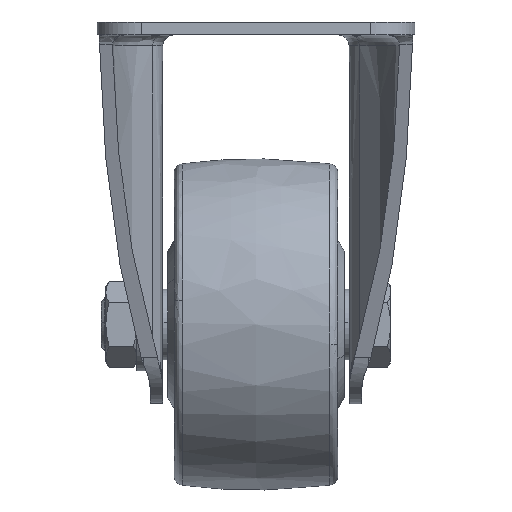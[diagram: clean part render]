
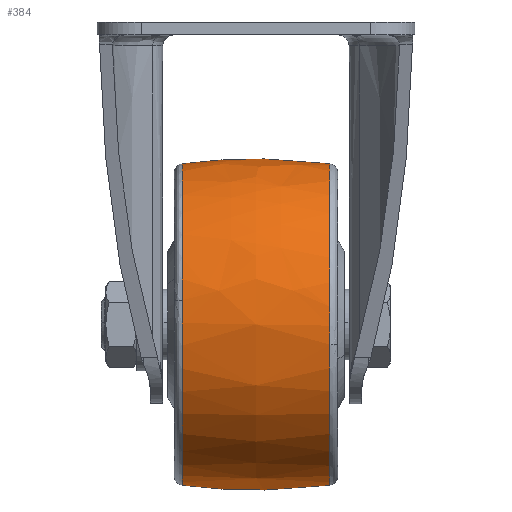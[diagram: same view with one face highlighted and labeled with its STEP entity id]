
A CAD part, left-side view. The second image highlights one B-rep face of the part: STEP entity #384.
In plain terms, the highlighted free-form (B-spline) face has degree [2, 2] with [3, 7] control points.
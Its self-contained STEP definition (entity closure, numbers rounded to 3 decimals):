
#68=CARTESIAN_POINT('',(-36.002,16.758,-63.029));
#69=VERTEX_POINT('',#68);
#83=CARTESIAN_POINT('',(0.0,16.758,-32.085));
#84=VERTEX_POINT('',#83);
#85=CARTESIAN_POINT('',(0.0,16.758,-32.085));
#86=CARTESIAN_POINT('',(-31.3,16.758,-32.085));
#87=CARTESIAN_POINT('',(-36.002,16.758,-63.029));
#95=(BOUNDED_CURVE()B_SPLINE_CURVE(2,(#85,#86,#87),.UNSPECIFIED.,.F.,.U.)B_SPLINE_CURVE_WITH_KNOTS((3,3),(0.5,0.724),.UNSPECIFIED.)CURVE()GEOMETRIC_REPRESENTATION_ITEM()RATIONAL_B_SPLINE_CURVE((1.0,0.737,0.946))REPRESENTATION_ITEM(''));
#96=EDGE_CURVE('',#84,#69,#95,.T.);
#176=CARTESIAN_POINT('',(0.0,16.758,-104.915));
#177=VERTEX_POINT('',#176);
#191=CARTESIAN_POINT('',(-36.002,16.758,-63.029));
#192=CARTESIAN_POINT('',(-36.415,16.758,-65.749));
#193=CARTESIAN_POINT('',(-36.415,16.758,-68.5));
#194=CARTESIAN_POINT('',(-36.415,16.758,-104.915));
#195=CARTESIAN_POINT('',(0.0,16.758,-104.915));
#203=(BOUNDED_CURVE()B_SPLINE_CURVE(2,(#191,#192,#193,#194,#195),.UNSPECIFIED.,.F.,.U.)B_SPLINE_CURVE_WITH_KNOTS((3,2,3),(0.724,0.75,1.0),.UNSPECIFIED.)CURVE()GEOMETRIC_REPRESENTATION_ITEM()RATIONAL_B_SPLINE_CURVE((0.946,0.97,1.0,0.707,1.0))REPRESENTATION_ITEM(''));
#204=EDGE_CURVE('',#69,#177,#203,.T.);
#254=CARTESIAN_POINT('',(0.0,-16.758,-104.915));
#255=VERTEX_POINT('',#254);
#256=CARTESIAN_POINT('',(0.0,-16.758,-104.915));
#257=CARTESIAN_POINT('',(0.0,0.,-107.094));
#258=CARTESIAN_POINT('',(0.0,16.758,-104.915));
#266=(BOUNDED_CURVE()B_SPLINE_CURVE(2,(#256,#257,#258),.UNSPECIFIED.,.F.,.U.)B_SPLINE_CURVE_WITH_KNOTS((3,3),(0.421,0.579),.UNSPECIFIED.)CURVE()GEOMETRIC_REPRESENTATION_ITEM()RATIONAL_B_SPLINE_CURVE((0.859,0.852,0.859))REPRESENTATION_ITEM(''));
#267=EDGE_CURVE('',#255,#177,#266,.T.);
#271=CARTESIAN_POINT('',(0.0,-16.758,-32.085));
#272=VERTEX_POINT('',#271);
#273=CARTESIAN_POINT('',(0.0,-16.758,-32.085));
#274=CARTESIAN_POINT('',(0.0,0.,-29.906));
#275=CARTESIAN_POINT('',(0.0,16.758,-32.085));
#283=(BOUNDED_CURVE()B_SPLINE_CURVE(2,(#273,#274,#275),.UNSPECIFIED.,.F.,.U.)B_SPLINE_CURVE_WITH_KNOTS((3,3),(0.421,0.579),.UNSPECIFIED.)CURVE()GEOMETRIC_REPRESENTATION_ITEM()RATIONAL_B_SPLINE_CURVE((0.859,0.852,0.859))REPRESENTATION_ITEM(''));
#284=EDGE_CURVE('',#272,#84,#283,.T.);
#319=CARTESIAN_POINT('',(1.012,-18.416,-32.311));
#320=CARTESIAN_POINT('',(1.085,0.,-29.676));
#321=CARTESIAN_POINT('',(1.012,18.416,-32.311));
#322=CARTESIAN_POINT('',(0.509,-18.416,-32.311));
#323=CARTESIAN_POINT('',(0.546,0.,-29.676));
#324=CARTESIAN_POINT('',(0.509,18.416,-32.311));
#325=CARTESIAN_POINT('',(-36.189,-18.416,-32.311));
#326=CARTESIAN_POINT('',(-38.824,0.,-29.676));
#327=CARTESIAN_POINT('',(-36.189,18.416,-32.311));
#328=CARTESIAN_POINT('',(-36.189,-18.416,-68.5));
#329=CARTESIAN_POINT('',(-38.824,0.,-68.5));
#330=CARTESIAN_POINT('',(-36.189,18.416,-68.5));
#331=CARTESIAN_POINT('',(-36.189,-18.416,-104.689));
#332=CARTESIAN_POINT('',(-38.824,0.,-107.324));
#333=CARTESIAN_POINT('',(-36.189,18.416,-104.689));
#334=CARTESIAN_POINT('',(0.509,-18.416,-104.689));
#335=CARTESIAN_POINT('',(0.546,0.,-107.324));
#336=CARTESIAN_POINT('',(0.509,18.416,-104.689));
#337=CARTESIAN_POINT('',(1.012,-18.416,-104.689));
#338=CARTESIAN_POINT('',(1.085,0.,-107.324));
#339=CARTESIAN_POINT('',(1.012,18.416,-104.689));
#347=(BOUNDED_SURFACE()B_SPLINE_SURFACE(2,2,((#319,#322,#325,#328,#331,#334,#337),(#320,#323,#326,#329,#332,#335,#338),(#321,#324,#327,#330,#333,#336,#339)),.UNSPECIFIED.,.F.,.F.,.U.)B_SPLINE_SURFACE_WITH_KNOTS((3,3),(3,1,2,1,3),(0.0,37.018),(0.0,1.243,63.375,125.507,126.749),.UNSPECIFIED.)GEOMETRIC_REPRESENTATION_ITEM()RATIONAL_B_SPLINE_SURFACE(((0.87,0.865,0.608,0.86,0.608,0.865,0.87),(0.861,0.856,0.602,0.851,0.602,0.856,0.861),(0.87,0.865,0.608,0.86,0.608,0.865,0.87)))REPRESENTATION_ITEM('')SURFACE());
#348=ORIENTED_EDGE('',*,*,#267,.F.);
#349=CARTESIAN_POINT('',(-36.128,-16.758,-73.064));
#350=VERTEX_POINT('',#349);
#351=CARTESIAN_POINT('',(-36.128,-16.758,-73.064));
#352=CARTESIAN_POINT('',(-32.104,-16.758,-104.915));
#353=CARTESIAN_POINT('',(0.0,-16.758,-104.915));
#361=(BOUNDED_CURVE()B_SPLINE_CURVE(2,(#351,#352,#353),.UNSPECIFIED.,.F.,.U.)B_SPLINE_CURVE_WITH_KNOTS((3,3),(0.772,1.0),.UNSPECIFIED.)CURVE()GEOMETRIC_REPRESENTATION_ITEM()RATIONAL_B_SPLINE_CURVE((0.954,0.733,1.0))REPRESENTATION_ITEM(''));
#362=EDGE_CURVE('',#350,#255,#361,.T.);
#363=ORIENTED_EDGE('',*,*,#362,.F.);
#364=CARTESIAN_POINT('',(0.0,-16.758,-32.085));
#365=CARTESIAN_POINT('',(-36.415,-16.758,-32.085));
#366=CARTESIAN_POINT('',(-36.415,-16.758,-68.5));
#367=CARTESIAN_POINT('',(-36.415,-16.758,-70.791));
#368=CARTESIAN_POINT('',(-36.128,-16.758,-73.064));
#376=(BOUNDED_CURVE()B_SPLINE_CURVE(2,(#364,#365,#366,#367,#368),.UNSPECIFIED.,.F.,.U.)B_SPLINE_CURVE_WITH_KNOTS((3,2,3),(0.5,0.75,0.772),.UNSPECIFIED.)CURVE()GEOMETRIC_REPRESENTATION_ITEM()RATIONAL_B_SPLINE_CURVE((1.0,0.707,1.0,0.975,0.954))REPRESENTATION_ITEM(''));
#377=EDGE_CURVE('',#272,#350,#376,.T.);
#378=ORIENTED_EDGE('',*,*,#377,.F.);
#379=ORIENTED_EDGE('',*,*,#284,.T.);
#380=ORIENTED_EDGE('',*,*,#96,.T.);
#381=ORIENTED_EDGE('',*,*,#204,.T.);
#382=EDGE_LOOP('',(#348,#363,#378,#379,#380,#381));
#383=FACE_OUTER_BOUND('',#382,.T.);
#384=ADVANCED_FACE('',(#383),#347,.T.);
